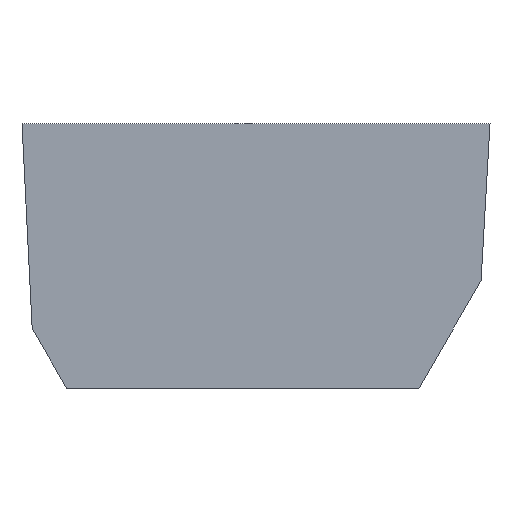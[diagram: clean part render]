
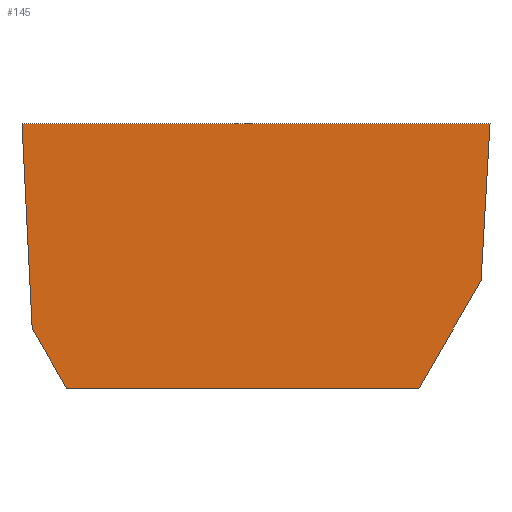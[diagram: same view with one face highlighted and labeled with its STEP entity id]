
A CAD part, front view. The second image highlights one B-rep face of the part: STEP entity #145.
In plain terms, the highlighted planar face has unit normal (0, -1, 0).
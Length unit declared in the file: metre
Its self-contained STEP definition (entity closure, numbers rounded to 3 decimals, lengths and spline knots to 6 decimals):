
#42=ORIENTED_EDGE('',*,*,#48,.F.);
#43=ORIENTED_EDGE('',*,*,#64,.T.);
#44=ORIENTED_EDGE('',*,*,#61,.F.);
#45=ORIENTED_EDGE('',*,*,#58,.T.);
#46=ORIENTED_EDGE('',*,*,#55,.T.);
#47=ORIENTED_EDGE('',*,*,#52,.F.);
#48=EDGE_CURVE('',#66,#67,#78,.T.);
#52=EDGE_CURVE('',#67,#70,#82,.T.);
#55=EDGE_CURVE('',#72,#70,#85,.T.);
#58=EDGE_CURVE('',#74,#72,#88,.T.);
#61=EDGE_CURVE('',#74,#76,#91,.T.);
#64=EDGE_CURVE('',#66,#76,#94,.T.);
#66=VERTEX_POINT('',#206);
#67=VERTEX_POINT('',#207);
#70=VERTEX_POINT('',#215);
#72=VERTEX_POINT('',#221);
#74=VERTEX_POINT('',#227);
#76=VERTEX_POINT('',#233);
#78=LINE('',#205,#96);
#82=LINE('',#214,#100);
#85=LINE('',#220,#103);
#88=LINE('',#226,#106);
#91=LINE('',#232,#109);
#94=LINE('',#238,#112);
#96=VECTOR('',#171,1.);
#100=VECTOR('',#177,1.);
#103=VECTOR('',#182,1.);
#106=VECTOR('',#187,1.);
#109=VECTOR('',#192,1.);
#112=VECTOR('',#197,1.);
#121=EDGE_LOOP('',(#42,#43,#44,#45,#46,#47));
#129=FACE_BOUND('',#121,.T.);
#137=PLANE('',#166);
#145=ADVANCED_FACE('',(#129),#137,.F.);
#166=AXIS2_PLACEMENT_3D('',#241,#201,#202);
#171=DIRECTION('',(1.,0.,0.));
#177=DIRECTION('',(-0.057,0.,-0.998));
#182=DIRECTION('',(0.5,0.,0.866));
#187=DIRECTION('',(1.,0.,0.));
#192=DIRECTION('',(-0.5,0.,0.866));
#197=DIRECTION('',(0.05,0.,-0.999));
#201=DIRECTION('',(0.,1.,0.));
#202=DIRECTION('',(1.,0.,0.));
#205=CARTESIAN_POINT('',(-0.000221,0.,0.));
#206=CARTESIAN_POINT('',(-0.000442,0.,0.));
#207=CARTESIAN_POINT('',(0.019888,0.,0.));
#214=CARTESIAN_POINT('',(0.019694,0.,-0.003412));
#215=CARTESIAN_POINT('',(0.0195,0.,-0.006823));
#220=CARTESIAN_POINT('',(0.01815,0.,-0.009162));
#221=CARTESIAN_POINT('',(0.0168,0.,-0.0115));
#226=CARTESIAN_POINT('',(0.00915,0.,-0.0115));
#227=CARTESIAN_POINT('',(0.0015,0.,-0.0115));
#232=CARTESIAN_POINT('',(0.00075,0.,-0.010201));
#233=CARTESIAN_POINT('',(0.,0.,-0.008902));
#238=CARTESIAN_POINT('',(-0.000221,0.,-0.004451));
#241=CARTESIAN_POINT('',(0.009723,0.,-0.00575));
